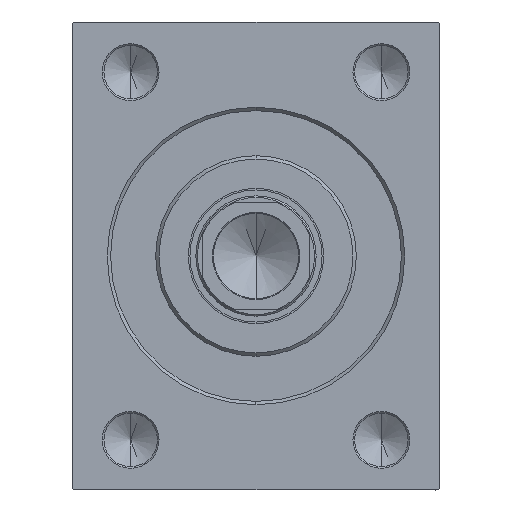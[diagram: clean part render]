
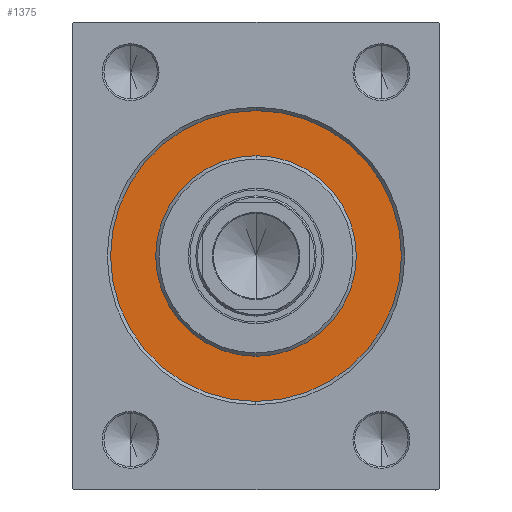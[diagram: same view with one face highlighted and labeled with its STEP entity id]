
A CAD part, left-side view. The second image highlights one B-rep face of the part: STEP entity #1375.
In plain terms, the highlighted face is planar.
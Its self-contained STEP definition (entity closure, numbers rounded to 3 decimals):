
#1103 = CARTESIAN_POINT ( 'NONE',  ( 0., 0., -30. ) ) ;
#1375 = ADVANCED_FACE ( 'NONE', ( #35943, #16076 ), #5138, .F. ) ;
#2860 = VERTEX_POINT ( 'NONE', #34150 ) ;
#3092 = DIRECTION ( 'NONE',  ( 0., 0., 1. ) ) ;
#3410 = VERTEX_POINT ( 'NONE', #43625 ) ;
#3921 = ORIENTED_EDGE ( 'NONE', *, *, #36069, .F. ) ;
#5138 = PLANE ( 'NONE',  #39498 ) ;
#6459 = AXIS2_PLACEMENT_3D ( 'NONE', #10257, #10029, #16639 ) ;
#6554 = VERTEX_POINT ( 'NONE', #26972 ) ;
#8109 = CARTESIAN_POINT ( 'NONE',  ( 0., 0., 0. ) ) ;
#9251 = CIRCLE ( 'NONE', #21615, 43.5 ) ;
#9656 = CARTESIAN_POINT ( 'NONE',  ( 0., 0., 0. ) ) ;
#10029 = DIRECTION ( 'NONE',  ( 1., 0., 0. ) ) ;
#10257 = CARTESIAN_POINT ( 'NONE',  ( 0., 0., 0. ) ) ;
#11746 = AXIS2_PLACEMENT_3D ( 'NONE', #9656, #37923, #12850 ) ;
#12850 = DIRECTION ( 'NONE',  ( 0., 0., -1. ) ) ;
#13325 = VERTEX_POINT ( 'NONE', #1103 ) ;
#14091 = EDGE_CURVE ( 'NONE', #2860, #6554, #22992, .T. ) ;
#15397 = EDGE_LOOP ( 'NONE', ( #28922, #3921 ) ) ;
#16076 = FACE_OUTER_BOUND ( 'NONE', #43068, .T. ) ;
#16639 = DIRECTION ( 'NONE',  ( 0., 0., -1. ) ) ;
#18507 = EDGE_CURVE ( 'NONE', #6554, #2860, #9251, .T. ) ;
#18950 = ORIENTED_EDGE ( 'NONE', *, *, #18507, .F. ) ;
#21615 = AXIS2_PLACEMENT_3D ( 'NONE', #30469, #24085, #3092 ) ;
#22992 = CIRCLE ( 'NONE', #23703, 43.5 ) ;
#23703 = AXIS2_PLACEMENT_3D ( 'NONE', #37086, #38611, #44158 ) ;
#24085 = DIRECTION ( 'NONE',  ( -1., 0., 0. ) ) ;
#25431 = CIRCLE ( 'NONE', #6459, 30. ) ;
#25591 = CIRCLE ( 'NONE', #11746, 30. ) ;
#26972 = CARTESIAN_POINT ( 'NONE',  ( 0., 0., 43.5 ) ) ;
#27157 = EDGE_CURVE ( 'NONE', #3410, #13325, #25431, .T. ) ;
#28178 = ORIENTED_EDGE ( 'NONE', *, *, #14091, .F. ) ;
#28922 = ORIENTED_EDGE ( 'NONE', *, *, #27157, .F. ) ;
#30469 = CARTESIAN_POINT ( 'NONE',  ( 0., 0., 0. ) ) ;
#33199 = DIRECTION ( 'NONE',  ( 0., 0., 1. ) ) ;
#34150 = CARTESIAN_POINT ( 'NONE',  ( 0., 0., -43.5 ) ) ;
#35943 = FACE_BOUND ( 'NONE', #15397, .T. ) ;
#36069 = EDGE_CURVE ( 'NONE', #13325, #3410, #25591, .T. ) ;
#36385 = DIRECTION ( 'NONE',  ( -1., 0., 0. ) ) ;
#37086 = CARTESIAN_POINT ( 'NONE',  ( 0., 0., 0. ) ) ;
#37923 = DIRECTION ( 'NONE',  ( 1., 0., 0. ) ) ;
#38611 = DIRECTION ( 'NONE',  ( -1., 0., 0. ) ) ;
#39498 = AXIS2_PLACEMENT_3D ( 'NONE', #8109, #36385, #33199 ) ;
#43068 = EDGE_LOOP ( 'NONE', ( #28178, #18950 ) ) ;
#43625 = CARTESIAN_POINT ( 'NONE',  ( 0., 0., 30. ) ) ;
#44158 = DIRECTION ( 'NONE',  ( 0., 0., 1. ) ) ;
